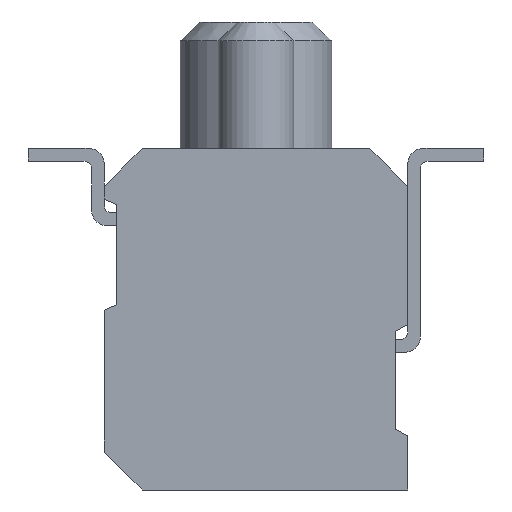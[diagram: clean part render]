
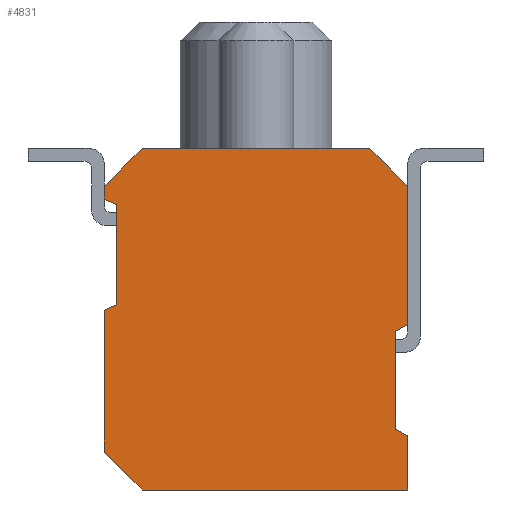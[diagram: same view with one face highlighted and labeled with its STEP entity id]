
A CAD part, left-side view. The second image highlights one B-rep face of the part: STEP entity #4831.
In plain terms, the highlighted planar face has unit normal (-1, 0, 0).
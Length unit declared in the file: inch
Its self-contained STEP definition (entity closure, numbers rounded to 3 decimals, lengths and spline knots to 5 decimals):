
#1355=ORIENTED_EDGE('',*,*,#2150,.F.);
#1356=ORIENTED_EDGE('',*,*,#2152,.F.);
#1357=ORIENTED_EDGE('',*,*,#2099,.F.);
#1358=ORIENTED_EDGE('',*,*,#2008,.F.);
#1359=ORIENTED_EDGE('',*,*,#2032,.F.);
#1360=ORIENTED_EDGE('',*,*,#2012,.F.);
#1361=ORIENTED_EDGE('',*,*,#2068,.F.);
#1362=ORIENTED_EDGE('',*,*,#2153,.F.);
#1363=ORIENTED_EDGE('',*,*,#2154,.T.);
#1364=ORIENTED_EDGE('',*,*,#2091,.T.);
#1365=ORIENTED_EDGE('',*,*,#2155,.F.);
#1366=ORIENTED_EDGE('',*,*,#1980,.F.);
#1367=ORIENTED_EDGE('',*,*,#2156,.F.);
#1368=ORIENTED_EDGE('',*,*,#2093,.T.);
#1369=ORIENTED_EDGE('',*,*,#2157,.F.);
#1980=EDGE_CURVE('',#2499,#2500,#3023,.T.);
#2008=EDGE_CURVE('',#2523,#2524,#3051,.T.);
#2012=EDGE_CURVE('',#2527,#2528,#3055,.T.);
#2032=EDGE_CURVE('',#2528,#2523,#3075,.T.);
#2068=EDGE_CURVE('',#2564,#2527,#3111,.T.);
#2091=EDGE_CURVE('',#2588,#2587,#3134,.T.);
#2093=EDGE_CURVE('',#2589,#2590,#3136,.T.);
#2099=EDGE_CURVE('',#2524,#2594,#3142,.T.);
#2150=EDGE_CURVE('',#2620,#2621,#3191,.T.);
#2152=EDGE_CURVE('',#2594,#2620,#3193,.T.);
#2153=EDGE_CURVE('',#2622,#2564,#3194,.T.);
#2154=EDGE_CURVE('',#2622,#2588,#3195,.T.);
#2155=EDGE_CURVE('',#2500,#2587,#3196,.T.);
#2156=EDGE_CURVE('',#2589,#2499,#3197,.T.);
#2157=EDGE_CURVE('',#2621,#2590,#3198,.T.);
#2499=VERTEX_POINT('',#7461);
#2500=VERTEX_POINT('',#7462);
#2523=VERTEX_POINT('',#7519);
#2524=VERTEX_POINT('',#7520);
#2527=VERTEX_POINT('',#7528);
#2528=VERTEX_POINT('',#7529);
#2564=VERTEX_POINT('',#7642);
#2587=VERTEX_POINT('',#7689);
#2588=VERTEX_POINT('',#7691);
#2589=VERTEX_POINT('',#7695);
#2590=VERTEX_POINT('',#7696);
#2594=VERTEX_POINT('',#7705);
#2620=VERTEX_POINT('',#7805);
#2621=VERTEX_POINT('',#7807);
#2622=VERTEX_POINT('',#7812);
#3023=LINE('',#7460,#3616);
#3051=LINE('',#7518,#3644);
#3055=LINE('',#7527,#3648);
#3075=LINE('',#7568,#3668);
#3111=LINE('',#7643,#3704);
#3134=LINE('',#7690,#3727);
#3136=LINE('',#7694,#3729);
#3142=LINE('',#7707,#3735);
#3191=LINE('',#7806,#3784);
#3193=LINE('',#7810,#3786);
#3194=LINE('',#7811,#3787);
#3195=LINE('',#7813,#3788);
#3196=LINE('',#7814,#3789);
#3197=LINE('',#7815,#3790);
#3198=LINE('',#7816,#3791);
#3616=VECTOR('',#6125,39.37008);
#3644=VECTOR('',#6165,39.37008);
#3648=VECTOR('',#6171,39.37008);
#3668=VECTOR('',#6193,39.37008);
#3704=VECTOR('',#6271,39.37008);
#3727=VECTOR('',#6296,39.37008);
#3729=VECTOR('',#6300,39.37008);
#3735=VECTOR('',#6308,39.37008);
#3784=VECTOR('',#6405,39.37008);
#3786=VECTOR('',#6409,39.37008);
#3787=VECTOR('',#6410,39.37008);
#3788=VECTOR('',#6411,39.37008);
#3789=VECTOR('',#6412,39.37008);
#3790=VECTOR('',#6413,39.37008);
#3791=VECTOR('',#6414,39.37008);
#4069=EDGE_LOOP('',(#1355,#1356,#1357,#1358,#1359,#1360,#1361,#1362,#1363,
#1364,#1365,#1366,#1367,#1368,#1369));
#4352=FACE_BOUND('',#4069,.T.);
#4578=PLANE('',#5210);
#4831=ADVANCED_FACE('',(#4352),#4578,.F.);
#5210=AXIS2_PLACEMENT_3D('',#7809,#6407,#6408);
#6125=DIRECTION('',(0.,0.,-1.));
#6165=DIRECTION('',(0.,0.908,0.418));
#6171=DIRECTION('',(0.,-0.908,0.418));
#6193=DIRECTION('',(0.,0.,1.));
#6271=DIRECTION('',(0.,0.,1.));
#6296=DIRECTION('',(0.,0.,1.));
#6300=DIRECTION('',(0.,0.,1.));
#6308=DIRECTION('',(0.,0.,1.));
#6405=DIRECTION('',(0.,-1.,0.));
#6407=DIRECTION('',(1.,0.,0.));
#6408=DIRECTION('',(0.,0.,-1.));
#6409=DIRECTION('',(0.,-0.707,0.707));
#6410=DIRECTION('',(0.,0.707,0.707));
#6411=DIRECTION('',(0.,-1.,0.));
#6412=DIRECTION('',(0.,-0.88,-0.475));
#6413=DIRECTION('',(0.,0.88,-0.475));
#6414=DIRECTION('',(0.,-0.707,-0.707));
#7460=CARTESIAN_POINT('',(0.,0.005,-0.0048));
#7461=CARTESIAN_POINT('',(0.,0.005,-0.0048));
#7462=CARTESIAN_POINT('',(0.,0.005,-0.0434));
#7518=CARTESIAN_POINT('',(0.,0.115,0.0452));
#7519=CARTESIAN_POINT('',(0.,0.115,0.0452));
#7520=CARTESIAN_POINT('',(0.,0.12,0.0475));
#7527=CARTESIAN_POINT('',(0.,0.12,0.0035));
#7528=CARTESIAN_POINT('',(0.,0.12,0.0035));
#7529=CARTESIAN_POINT('',(0.,0.115,0.0058));
#7568=CARTESIAN_POINT('',(0.,0.115,0.0058));
#7642=CARTESIAN_POINT('',(0.,0.12,-0.0525));
#7643=CARTESIAN_POINT('',(0.,0.12,-0.0675));
#7689=CARTESIAN_POINT('',(0.,0.,-0.0461));
#7690=CARTESIAN_POINT('',(0.,0.,-0.0675));
#7691=CARTESIAN_POINT('',(0.,0.,-0.0675));
#7694=CARTESIAN_POINT('',(0.,0.,-0.0675));
#7695=CARTESIAN_POINT('',(0.,0.,-0.0021));
#7696=CARTESIAN_POINT('',(0.,0.,0.0525));
#7705=CARTESIAN_POINT('',(0.,0.12,0.0525));
#7707=CARTESIAN_POINT('',(0.,0.12,-0.0675));
#7805=CARTESIAN_POINT('',(0.,0.105,0.0675));
#7806=CARTESIAN_POINT('',(0.,0.12,0.0675));
#7807=CARTESIAN_POINT('',(0.,0.015,0.0675));
#7809=CARTESIAN_POINT('',(0.,0.12,-0.0675));
#7810=CARTESIAN_POINT('',(0.,0.12,0.0525));
#7811=CARTESIAN_POINT('',(0.,0.105,-0.0675));
#7812=CARTESIAN_POINT('',(0.,0.105,-0.0675));
#7813=CARTESIAN_POINT('',(0.,0.12,-0.0675));
#7814=CARTESIAN_POINT('',(0.,0.005,-0.0434));
#7815=CARTESIAN_POINT('',(0.,0.,-0.0021));
#7816=CARTESIAN_POINT('',(0.,0.015,0.0675));
